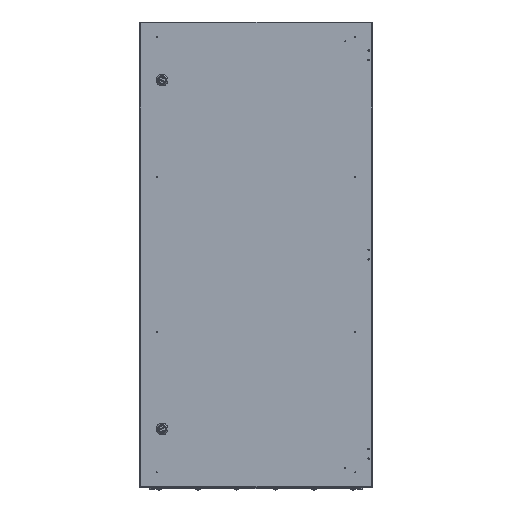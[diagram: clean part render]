
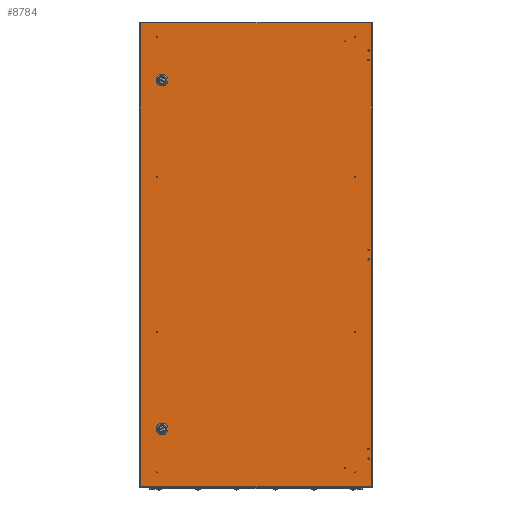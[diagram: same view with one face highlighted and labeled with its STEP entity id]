
A CAD part, top view. The second image highlights one B-rep face of the part: STEP entity #8784.
In plain terms, the highlighted face is planar.
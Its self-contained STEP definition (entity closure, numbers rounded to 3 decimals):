
#8784=ADVANCED_FACE('',(#21711,#21713,#21715),#21717,.F.);
#21711=FACE_BOUND('',#21712,.T.);
#21712=EDGE_LOOP('',(#34654,#34655,#34656,#34657));
#21713=FACE_BOUND('',#21714,.T.);
#21714=EDGE_LOOP('',(#34658,#34659,#34660,#34661,#34662,#34663,#34664,#34665));
#21715=FACE_BOUND('',#21716,.T.);
#21716=EDGE_LOOP('',(#34666,#34667,#34668,#34669,#34670,#34671,#34672,#34673));
#21717=PLANE('',#21718);
#21718=AXIS2_PLACEMENT_3D('',#21719,#21720,#21721);
#21719=CARTESIAN_POINT('',(0.,0.,0.));
#21720=DIRECTION('',(0.,0.,1.));
#21721=DIRECTION('',(1.,0.,0.));
#34654=ORIENTED_EDGE('',*,*,#39778,.T.);
#34655=ORIENTED_EDGE('',*,*,#39779,.T.);
#34656=ORIENTED_EDGE('',*,*,#39780,.T.);
#34657=ORIENTED_EDGE('',*,*,#39781,.T.);
#34658=ORIENTED_EDGE('',*,*,#39782,.T.);
#34659=ORIENTED_EDGE('',*,*,#39783,.T.);
#34660=ORIENTED_EDGE('',*,*,#39784,.T.);
#34661=ORIENTED_EDGE('',*,*,#39785,.T.);
#34662=ORIENTED_EDGE('',*,*,#39786,.T.);
#34663=ORIENTED_EDGE('',*,*,#39787,.T.);
#34664=ORIENTED_EDGE('',*,*,#39788,.T.);
#34665=ORIENTED_EDGE('',*,*,#39789,.T.);
#34666=ORIENTED_EDGE('',*,*,#39790,.T.);
#34667=ORIENTED_EDGE('',*,*,#39791,.T.);
#34668=ORIENTED_EDGE('',*,*,#39792,.T.);
#34669=ORIENTED_EDGE('',*,*,#39793,.T.);
#34670=ORIENTED_EDGE('',*,*,#39794,.T.);
#34671=ORIENTED_EDGE('',*,*,#39795,.T.);
#34672=ORIENTED_EDGE('',*,*,#39796,.T.);
#34673=ORIENTED_EDGE('',*,*,#39797,.T.);
#39778=EDGE_CURVE('',#43652,#43653,#43654,.T.);
#39779=EDGE_CURVE('',#43653,#43655,#43656,.T.);
#39780=EDGE_CURVE('',#43655,#43657,#43658,.T.);
#39781=EDGE_CURVE('',#43657,#43652,#43659,.T.);
#39782=EDGE_CURVE('',#43660,#43661,#43662,.T.);
#39783=EDGE_CURVE('',#43661,#43663,#43664,.F.);
#39784=EDGE_CURVE('',#43663,#43665,#43666,.T.);
#39785=EDGE_CURVE('',#43665,#43667,#43668,.F.);
#39786=EDGE_CURVE('',#43667,#43669,#43670,.T.);
#39787=EDGE_CURVE('',#43669,#43671,#43672,.F.);
#39788=EDGE_CURVE('',#43671,#43673,#43674,.T.);
#39789=EDGE_CURVE('',#43673,#43660,#43675,.F.);
#39790=EDGE_CURVE('',#43676,#43677,#43678,.F.);
#39791=EDGE_CURVE('',#43677,#43679,#43680,.T.);
#39792=EDGE_CURVE('',#43679,#43681,#43682,.F.);
#39793=EDGE_CURVE('',#43681,#43683,#43684,.T.);
#39794=EDGE_CURVE('',#43683,#43685,#43686,.F.);
#39795=EDGE_CURVE('',#43685,#43687,#43688,.T.);
#39796=EDGE_CURVE('',#43687,#43689,#43690,.F.);
#39797=EDGE_CURVE('',#43689,#43676,#43691,.T.);
#43652=VERTEX_POINT('',#51860);
#43653=VERTEX_POINT('',#51861);
#43654=LINE('',#51862,#51863);
#43655=VERTEX_POINT('',#51865);
#43656=LINE('',#51866,#51867);
#43657=VERTEX_POINT('',#51869);
#43658=LINE('',#51870,#51871);
#43659=LINE('',#51873,#51874);
#43660=VERTEX_POINT('',#51876);
#43661=VERTEX_POINT('',#51877);
#43662=CIRCLE('',#51878,11.);
#43663=VERTEX_POINT('',#51882);
#43664=LINE('',#51883,#51884);
#43665=VERTEX_POINT('',#51886);
#43666=CIRCLE('',#51887,11.);
#43667=VERTEX_POINT('',#51891);
#43668=LINE('',#51892,#51893);
#43669=VERTEX_POINT('',#51895);
#43670=CIRCLE('',#51896,11.);
#43671=VERTEX_POINT('',#51900);
#43672=LINE('',#51901,#51902);
#43673=VERTEX_POINT('',#51904);
#43674=CIRCLE('',#51905,11.);
#43675=LINE('',#51909,#51910);
#43676=VERTEX_POINT('',#51912);
#43677=VERTEX_POINT('',#51913);
#43678=CIRCLE('',#51914,11.);
#43679=VERTEX_POINT('',#51918);
#43680=LINE('',#51919,#51920);
#43681=VERTEX_POINT('',#51922);
#43682=CIRCLE('',#51923,11.);
#43683=VERTEX_POINT('',#51927);
#43684=LINE('',#51928,#51929);
#43685=VERTEX_POINT('',#51931);
#43686=CIRCLE('',#51932,11.);
#43687=VERTEX_POINT('',#51936);
#43688=LINE('',#51937,#51938);
#43689=VERTEX_POINT('',#51940);
#43690=CIRCLE('',#51941,11.);
#43691=LINE('',#51945,#51946);
#51860=CARTESIAN_POINT('',(297.5,-597.5,0.));
#51861=CARTESIAN_POINT('',(-297.5,-597.5,0.));
#51862=CARTESIAN_POINT('',(297.5,-597.5,0.));
#51863=VECTOR('',#51864,1.);
#51864=DIRECTION('',(-1.,0.,0.));
#51865=CARTESIAN_POINT('',(-297.5,597.5,0.));
#51866=CARTESIAN_POINT('',(-297.5,-597.5,0.));
#51867=VECTOR('',#51868,1.);
#51868=DIRECTION('',(0.,1.,0.));
#51869=CARTESIAN_POINT('',(297.5,597.5,0.));
#51870=CARTESIAN_POINT('',(-297.5,597.5,0.));
#51871=VECTOR('',#51872,1.);
#51872=DIRECTION('',(1.,0.,0.));
#51873=CARTESIAN_POINT('',(297.5,597.5,0.));
#51874=VECTOR('',#51875,1.);
#51875=DIRECTION('',(0.,-1.,0.));
#51876=CARTESIAN_POINT('',(246.783,-460.,0.));
#51877=CARTESIAN_POINT('',(252.2,-454.583,0.));
#51878=AXIS2_PLACEMENT_3D('',#51879,#51880,#51881);
#51879=CARTESIAN_POINT('',(242.2,-450.,0.));
#51880=DIRECTION('',(-0.,0.,1.));
#51881=DIRECTION('',(0.417,-0.909,0.));
#51882=CARTESIAN_POINT('',(252.2,-445.417,0.));
#51883=CARTESIAN_POINT('',(252.2,-445.417,0.));
#51884=VECTOR('',#51885,1.);
#51885=DIRECTION('',(0.,-1.,0.));
#51886=CARTESIAN_POINT('',(246.783,-440.,0.));
#51887=AXIS2_PLACEMENT_3D('',#51888,#51889,#51890);
#51888=CARTESIAN_POINT('',(242.2,-450.,0.));
#51889=DIRECTION('',(0.,-0.,1.));
#51890=DIRECTION('',(0.909,0.417,0.));
#51891=CARTESIAN_POINT('',(237.617,-440.,0.));
#51892=CARTESIAN_POINT('',(237.617,-440.,0.));
#51893=VECTOR('',#51894,1.);
#51894=DIRECTION('',(1.,0.,0.));
#51895=CARTESIAN_POINT('',(232.2,-445.417,0.));
#51896=AXIS2_PLACEMENT_3D('',#51897,#51898,#51899);
#51897=CARTESIAN_POINT('',(242.2,-450.,0.));
#51898=DIRECTION('',(0.,-0.,1.));
#51899=DIRECTION('',(-0.417,0.909,0.));
#51900=CARTESIAN_POINT('',(232.2,-454.583,0.));
#51901=CARTESIAN_POINT('',(232.2,-454.583,0.));
#51902=VECTOR('',#51903,1.);
#51903=DIRECTION('',(0.,1.,0.));
#51904=CARTESIAN_POINT('',(237.617,-460.,0.));
#51905=AXIS2_PLACEMENT_3D('',#51906,#51907,#51908);
#51906=CARTESIAN_POINT('',(242.2,-450.,0.));
#51907=DIRECTION('',(-0.,0.,1.));
#51908=DIRECTION('',(-0.909,-0.417,0.));
#51909=CARTESIAN_POINT('',(246.783,-460.,0.));
#51910=VECTOR('',#51911,1.);
#51911=DIRECTION('',(-1.,0.,0.));
#51912=CARTESIAN_POINT('',(252.2,454.583,0.));
#51913=CARTESIAN_POINT('',(246.783,460.,0.));
#51914=AXIS2_PLACEMENT_3D('',#51915,#51916,#51917);
#51915=CARTESIAN_POINT('',(242.2,450.,0.));
#51916=DIRECTION('',(0.,0.,-1.));
#51917=DIRECTION('',(0.417,0.909,0.));
#51918=CARTESIAN_POINT('',(237.617,460.,0.));
#51919=CARTESIAN_POINT('',(246.783,460.,0.));
#51920=VECTOR('',#51921,1.);
#51921=DIRECTION('',(-1.,0.,0.));
#51922=CARTESIAN_POINT('',(232.2,454.583,0.));
#51923=AXIS2_PLACEMENT_3D('',#51924,#51925,#51926);
#51924=CARTESIAN_POINT('',(242.2,450.,0.));
#51925=DIRECTION('',(0.,0.,-1.));
#51926=DIRECTION('',(-0.909,0.417,0.));
#51927=CARTESIAN_POINT('',(232.2,445.417,0.));
#51928=CARTESIAN_POINT('',(232.2,454.583,0.));
#51929=VECTOR('',#51930,1.);
#51930=DIRECTION('',(0.,-1.,0.));
#51931=CARTESIAN_POINT('',(237.617,440.,0.));
#51932=AXIS2_PLACEMENT_3D('',#51933,#51934,#51935);
#51933=CARTESIAN_POINT('',(242.2,450.,0.));
#51934=DIRECTION('',(0.,0.,-1.));
#51935=DIRECTION('',(-0.417,-0.909,0.));
#51936=CARTESIAN_POINT('',(246.783,440.,0.));
#51937=CARTESIAN_POINT('',(237.617,440.,0.));
#51938=VECTOR('',#51939,1.);
#51939=DIRECTION('',(1.,0.,0.));
#51940=CARTESIAN_POINT('',(252.2,445.417,0.));
#51941=AXIS2_PLACEMENT_3D('',#51942,#51943,#51944);
#51942=CARTESIAN_POINT('',(242.2,450.,0.));
#51943=DIRECTION('',(0.,0.,-1.));
#51944=DIRECTION('',(0.909,-0.417,0.));
#51945=CARTESIAN_POINT('',(252.2,445.417,0.));
#51946=VECTOR('',#51947,1.);
#51947=DIRECTION('',(0.,1.,0.));
